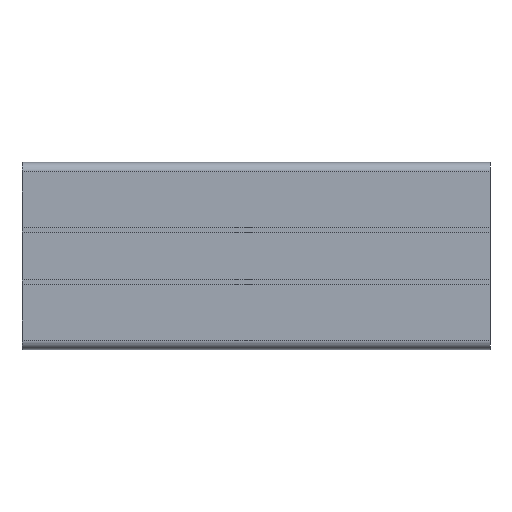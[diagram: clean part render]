
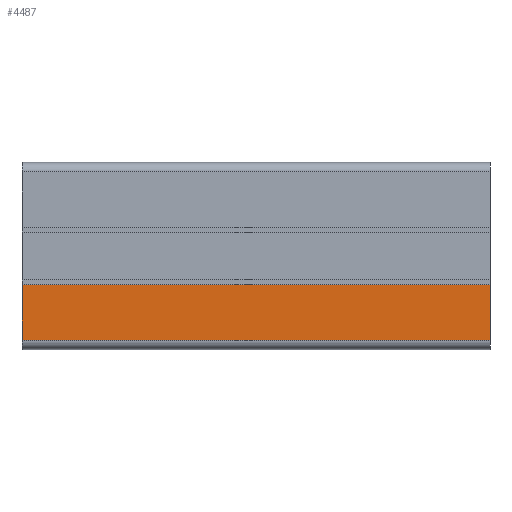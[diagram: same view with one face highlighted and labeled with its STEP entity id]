
A CAD part, left-side view. The second image highlights one B-rep face of the part: STEP entity #4487.
In plain terms, the highlighted planar face has unit normal (-1, 0, 0).
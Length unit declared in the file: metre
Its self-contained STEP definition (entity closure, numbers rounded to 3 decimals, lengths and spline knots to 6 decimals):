
#291=FACE_OUTER_BOUND('',#513,.T.);
#513=EDGE_LOOP('',(#3391,#3392,#3393,#3394));
#979=LINE('',#6909,#1551);
#980=LINE('',#6912,#1552);
#981=LINE('',#6914,#1553);
#982=LINE('',#6915,#1554);
#1551=VECTOR('',#5614,0.1);
#1552=VECTOR('',#5617,0.0119);
#1553=VECTOR('',#5618,0.0119);
#1554=VECTOR('',#5619,0.1);
#2023=VERTEX_POINT('',#6905);
#2024=VERTEX_POINT('',#6907);
#2025=VERTEX_POINT('',#6911);
#2026=VERTEX_POINT('',#6913);
#2597=EDGE_CURVE('',#2024,#2023,#979,.T.);
#2598=EDGE_CURVE('',#2025,#2023,#980,.T.);
#2599=EDGE_CURVE('',#2026,#2024,#981,.T.);
#2600=EDGE_CURVE('',#2026,#2025,#982,.T.);
#3391=ORIENTED_EDGE('',*,*,#2598,.T.);
#3392=ORIENTED_EDGE('',*,*,#2597,.F.);
#3393=ORIENTED_EDGE('',*,*,#2599,.F.);
#3394=ORIENTED_EDGE('',*,*,#2600,.T.);
#4292=PLANE('',#4766);
#4487=ADVANCED_FACE('',(#291),#4292,.F.);
#4766=AXIS2_PLACEMENT_3D('',#6910,#5615,#5616);
#5614=DIRECTION('',(0.,1.,0.));
#5615=DIRECTION('center_axis',(1.,0.,0.));
#5616=DIRECTION('ref_axis',(0.,0.,-1.));
#5617=DIRECTION('',(0.,0.,-1.));
#5618=DIRECTION('',(0.,0.,-1.));
#5619=DIRECTION('',(0.,1.,0.));
#6905=CARTESIAN_POINT('',(0.006587,0.032048,0.902));
#6907=CARTESIAN_POINT('',(0.006587,-0.067952,0.902));
#6909=CARTESIAN_POINT('',(0.006587,-0.067952,0.902));
#6910=CARTESIAN_POINT('Origin',(0.006587,-0.067952,
0.902));
#6911=CARTESIAN_POINT('',(0.006587,0.032048,0.9139));
#6912=CARTESIAN_POINT('',(0.006587,0.032048,0.9139));
#6913=CARTESIAN_POINT('',(0.006587,-0.067952,0.9139));
#6914=CARTESIAN_POINT('',(0.006587,-0.067952,0.9139));
#6915=CARTESIAN_POINT('',(0.006587,-0.067952,0.9139));
